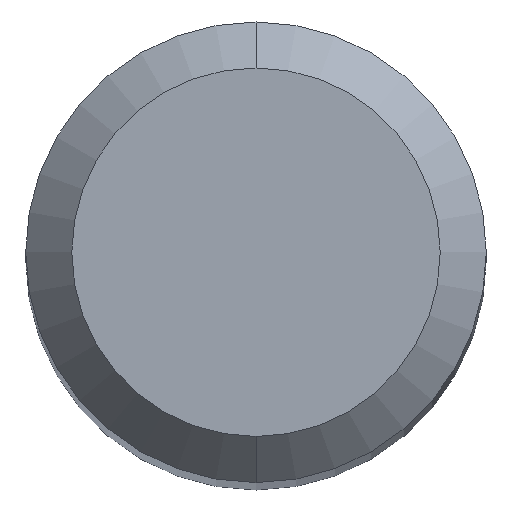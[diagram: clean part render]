
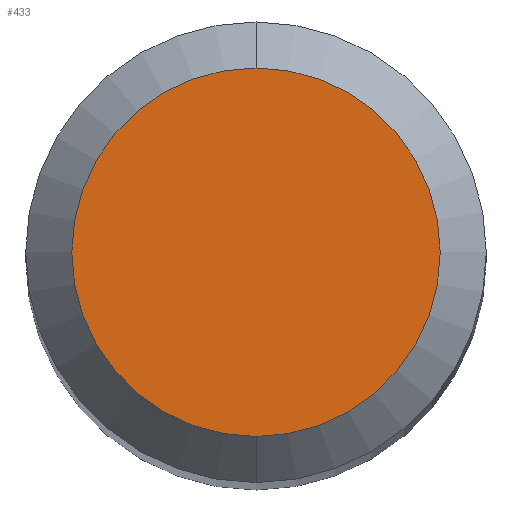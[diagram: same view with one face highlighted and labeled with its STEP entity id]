
A CAD part, top view. The second image highlights one B-rep face of the part: STEP entity #433.
In plain terms, the highlighted planar face has unit normal (0, 0, 1).
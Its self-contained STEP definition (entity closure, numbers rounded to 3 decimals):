
#225=VERTEX_POINT('',#539);
#347=EDGE_CURVE('',#225,#429,#672,.T.);
#351=EDGE_CURVE('',#429,#225,#677,.T.);
#429=VERTEX_POINT('',#763);
#433=ADVANCED_FACE('',(#767),#768,.T.);
#539=CARTESIAN_POINT('',(0.,-1.2,0.0));
#672=CIRCLE('',#1141,1.2);
#677=CIRCLE('',#1147,1.2);
#763=CARTESIAN_POINT('',(0.0,1.2,0.0));
#767=FACE_OUTER_BOUND('',#1313,.T.);
#768=PLANE('',#1314);
#1141=AXIS2_PLACEMENT_3D('',#1674,#1675,#1676);
#1147=AXIS2_PLACEMENT_3D('',#1683,#1684,#1685);
#1313=EDGE_LOOP('',(#1773,#1774));
#1314=AXIS2_PLACEMENT_3D('',#1775,#1776,#1777);
#1674=CARTESIAN_POINT('',(0.0,0.0,0.0));
#1675=DIRECTION('',(0.0,0.0,-1.0));
#1676=DIRECTION('',(0.0,1.0,0.0));
#1683=CARTESIAN_POINT('',(0.0,0.0,0.0));
#1684=DIRECTION('',(0.0,0.0,-1.0));
#1685=DIRECTION('',(0.0,1.0,0.0));
#1773=ORIENTED_EDGE('',*,*,#351,.F.);
#1774=ORIENTED_EDGE('',*,*,#347,.F.);
#1775=CARTESIAN_POINT('',(0.0,0.6,0.0));
#1776=DIRECTION('',(-0.0,0.0,1.0));
#1777=DIRECTION('',(0.0,-1.0,0.0));
